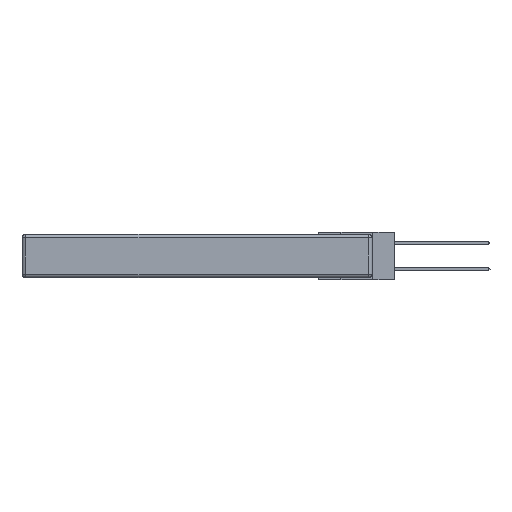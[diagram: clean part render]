
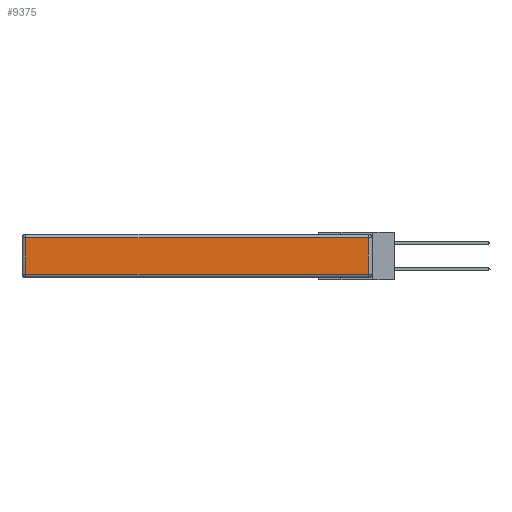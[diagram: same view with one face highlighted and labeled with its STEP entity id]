
A CAD part, left-side view. The second image highlights one B-rep face of the part: STEP entity #9375.
In plain terms, the highlighted planar face has unit normal (-1, 0, 0).
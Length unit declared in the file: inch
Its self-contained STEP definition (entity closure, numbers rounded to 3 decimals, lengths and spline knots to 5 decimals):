
#608 = ORIENTED_EDGE ( 'NONE', *, *, #11564, .T. ) ;
#1142 = CARTESIAN_POINT ( 'NONE',  ( 0., 2.72, -0.03 ) ) ;
#1172 = ORIENTED_EDGE ( 'NONE', *, *, #3083, .T. ) ;
#3053 = CARTESIAN_POINT ( 'NONE',  ( 0., 2.72, -0.313 ) ) ;
#3083 = EDGE_CURVE ( 'NONE', #25916, #22994, #28500, .T. ) ;
#3357 = VECTOR ( 'NONE', #29548, 39.37008 ) ;
#3822 = VERTEX_POINT ( 'NONE', #14008 ) ;
#3966 = DIRECTION ( 'NONE',  ( 0., 0., 1. ) ) ;
#4409 = CARTESIAN_POINT ( 'NONE',  ( 0., 0., -0.313 ) ) ;
#6776 = VECTOR ( 'NONE', #27779, 39.37008 ) ;
#7377 = DIRECTION ( 'NONE',  ( 0., 1., 0. ) ) ;
#8470 = VECTOR ( 'NONE', #7377, 39.37008 ) ;
#8684 = LINE ( 'NONE', #30585, #6776 ) ;
#8713 = CARTESIAN_POINT ( 'NONE',  ( 0., 0., -0.343 ) ) ;
#9375 = ADVANCED_FACE ( 'NONE', ( #14845 ), #23589, .T. ) ;
#9904 = LINE ( 'NONE', #17278, #3357 ) ;
#10125 = ORIENTED_EDGE ( 'NONE', *, *, #24142, .T. ) ;
#11296 = DIRECTION ( 'NONE',  ( -1., 0., 0. ) ) ;
#11564 = EDGE_CURVE ( 'NONE', #3822, #11863, #21682, .T. ) ;
#11863 = VERTEX_POINT ( 'NONE', #1142 ) ;
#14008 = CARTESIAN_POINT ( 'NONE',  ( 0., 0.03, -0.03 ) ) ;
#14845 = FACE_OUTER_BOUND ( 'NONE', #17383, .T. ) ;
#17278 = CARTESIAN_POINT ( 'NONE',  ( 0., 2.72, -0.343 ) ) ;
#17383 = EDGE_LOOP ( 'NONE', ( #1172, #10125, #608, #19961 ) ) ;
#19961 = ORIENTED_EDGE ( 'NONE', *, *, #26613, .T. ) ;
#20436 = CARTESIAN_POINT ( 'NONE',  ( 0., 0.03, -0.313 ) ) ;
#21682 = LINE ( 'NONE', #24855, #8470 ) ;
#22696 = AXIS2_PLACEMENT_3D ( 'NONE', #8713, #11296, #3966 ) ;
#22994 = VERTEX_POINT ( 'NONE', #20436 ) ;
#23589 = PLANE ( 'NONE',  #22696 ) ;
#24142 = EDGE_CURVE ( 'NONE', #22994, #3822, #8684, .T. ) ;
#24855 = CARTESIAN_POINT ( 'NONE',  ( 0., 2.75, -0.03 ) ) ;
#25916 = VERTEX_POINT ( 'NONE', #3053 ) ;
#26613 = EDGE_CURVE ( 'NONE', #11863, #25916, #9904, .T. ) ;
#26976 = VECTOR ( 'NONE', #29226, 39.37008 ) ;
#27779 = DIRECTION ( 'NONE',  ( 0., 0., 1. ) ) ;
#28500 = LINE ( 'NONE', #4409, #26976 ) ;
#29226 = DIRECTION ( 'NONE',  ( 0., -1., 0. ) ) ;
#29548 = DIRECTION ( 'NONE',  ( 0., 0., -1. ) ) ;
#30585 = CARTESIAN_POINT ( 'NONE',  ( 0., 0.03, -0.343 ) ) ;
